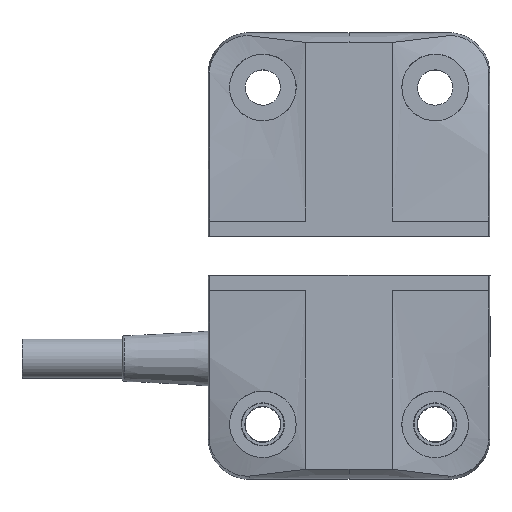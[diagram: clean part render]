
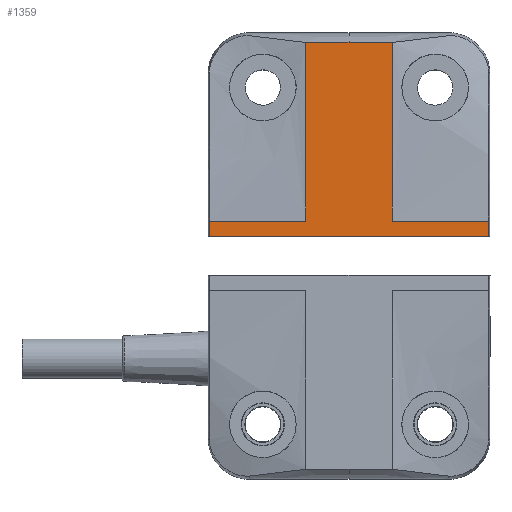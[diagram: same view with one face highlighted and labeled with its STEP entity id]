
A CAD part, top view. The second image highlights one B-rep face of the part: STEP entity #1359.
In plain terms, the highlighted planar face has unit normal (0, 0, 1).
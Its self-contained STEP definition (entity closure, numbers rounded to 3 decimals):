
#145=FACE_OUTER_BOUND('',#229,.T.);
#229=EDGE_LOOP('',(#916,#917,#918,#919,#920,#921,#922,#923,#924));
#334=CIRCLE('',#1516,333.29);
#335=CIRCLE('',#1517,333.29);
#381=LINE('',#1960,#481);
#382=LINE('',#1964,#482);
#383=LINE('',#1968,#483);
#384=LINE('',#1970,#484);
#385=LINE('',#1972,#485);
#386=LINE('',#1974,#486);
#387=LINE('',#1975,#487);
#481=VECTOR('',#1633,10.);
#482=VECTOR('',#1636,35.585);
#483=VECTOR('',#1639,10.);
#484=VECTOR('',#1640,10.);
#485=VECTOR('',#1641,10.);
#486=VECTOR('',#1642,10.);
#487=VECTOR('',#1643,10.);
#581=VERTEX_POINT('',#1958);
#582=VERTEX_POINT('',#1959);
#583=VERTEX_POINT('',#1961);
#584=VERTEX_POINT('',#1963);
#585=VERTEX_POINT('',#1965);
#586=VERTEX_POINT('',#1967);
#587=VERTEX_POINT('',#1969);
#588=VERTEX_POINT('',#1971);
#589=VERTEX_POINT('',#1973);
#715=EDGE_CURVE('',#581,#582,#381,.F.);
#716=EDGE_CURVE('',#583,#582,#334,.F.);
#717=EDGE_CURVE('',#583,#584,#382,.T.);
#718=EDGE_CURVE('',#584,#585,#335,.T.);
#719=EDGE_CURVE('',#586,#585,#383,.F.);
#720=EDGE_CURVE('',#586,#587,#384,.T.);
#721=EDGE_CURVE('',#587,#588,#385,.T.);
#722=EDGE_CURVE('',#589,#588,#386,.T.);
#723=EDGE_CURVE('',#581,#589,#387,.T.);
#916=ORIENTED_EDGE('',*,*,#715,.T.);
#917=ORIENTED_EDGE('',*,*,#716,.F.);
#918=ORIENTED_EDGE('',*,*,#717,.T.);
#919=ORIENTED_EDGE('',*,*,#718,.T.);
#920=ORIENTED_EDGE('',*,*,#719,.F.);
#921=ORIENTED_EDGE('',*,*,#720,.T.);
#922=ORIENTED_EDGE('',*,*,#721,.T.);
#923=ORIENTED_EDGE('',*,*,#722,.F.);
#924=ORIENTED_EDGE('',*,*,#723,.F.);
#1318=PLANE('',#1515);
#1359=ADVANCED_FACE('',(#145),#1318,.T.);
#1515=AXIS2_PLACEMENT_3D('',#1957,#1631,#1632);
#1516=AXIS2_PLACEMENT_3D('',#1962,#1634,#1635);
#1517=AXIS2_PLACEMENT_3D('',#1966,#1637,#1638);
#1631=DIRECTION('center_axis',(0.,0.,1.));
#1632=DIRECTION('ref_axis',(1.,0.,0.));
#1633=DIRECTION('',(-1.,0.,0.));
#1634=DIRECTION('center_axis',(0.,0.,
1.));
#1635=DIRECTION('ref_axis',(1.,0.,0.));
#1636=DIRECTION('',(-1.,0.,0.));
#1637=DIRECTION('center_axis',(0.,0.,
1.));
#1638=DIRECTION('ref_axis',(-1.,-0.006,0.));
#1639=DIRECTION('',(1.,0.,0.));
#1640=DIRECTION('',(0.,-1.,0.));
#1641=DIRECTION('',(1.,0.,0.));
#1642=DIRECTION('',(-1.,0.,0.));
#1643=DIRECTION('',(0.,-1.,0.));
#1957=CARTESIAN_POINT('Origin',(-2.75,-27.69,6.5));
#1958=CARTESIAN_POINT('',(5.5,-17.264,6.5));
#1959=CARTESIAN_POINT('',(17.787,-17.264,6.5));
#1960=CARTESIAN_POINT('',(17.787,-17.264,6.5));
#1961=CARTESIAN_POINT('',(17.793,-15.317,6.5));
#1962=CARTESIAN_POINT('Origin',(-315.498,-15.337,6.645));
#1963=CARTESIAN_POINT('',(-17.793,-15.317,6.5));
#1964=CARTESIAN_POINT('',(17.793,-15.317,6.5));
#1965=CARTESIAN_POINT('',(-17.787,-17.264,6.5));
#1966=CARTESIAN_POINT('Origin',(315.497,-15.337,6.645));
#1967=CARTESIAN_POINT('',(-5.5,-17.264,6.5));
#1968=CARTESIAN_POINT('',(-17.787,-17.264,6.5));
#1969=CARTESIAN_POINT('',(-5.5,-40.062,6.5));
#1970=CARTESIAN_POINT('',(-5.5,-17.264,6.5));
#1971=CARTESIAN_POINT('',(0.,-40.062,6.5));
#1972=CARTESIAN_POINT('',(-5.5,-40.062,6.5));
#1973=CARTESIAN_POINT('',(5.5,-40.062,6.5));
#1974=CARTESIAN_POINT('',(5.5,-40.062,6.5));
#1975=CARTESIAN_POINT('',(5.5,-17.264,6.5));
